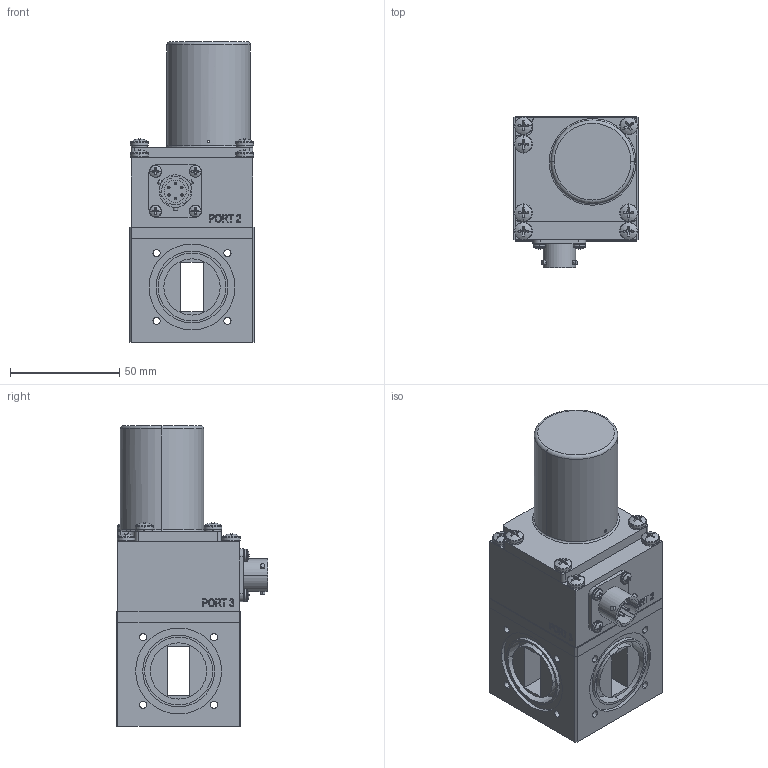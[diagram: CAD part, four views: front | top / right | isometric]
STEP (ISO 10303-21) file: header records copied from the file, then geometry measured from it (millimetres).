
FILE_DESCRIPTION (( 'STEP AP203' ), '1' );
FILE_NAME ('WR90 SEALED SMI.STEP', '2016-08-25T18:04:14', ( '' ), ( '' ), 'SwSTEP 2.0', 'SolidWorks 2016', '' );
FILE_SCHEMA (( 'CONFIG_CONTROL_DESIGN' ));
Length unit declared in the file: inch
Products named in the file (1): WR90 SEALED SMI
Bounding box: 57.15 x 69.44 x 137.92 mm (x, y, z)
Surface area: 53299.7 mm2 (no closed solid volume)
Topology: 0 solids, 28 shells, 599 faces, 1937 edges, 1347 vertices
Faces by surface type: plane 333, cylinder 155, bspline 50, torus 39, sphere 22
Entity records: 25955 total; most frequent: CARTESIAN_POINT 9196, DIRECTION 3447, ORIENTED_EDGE 3094, EDGE_CURVE 1937, VERTEX_POINT 1347, AXIS2_PLACEMENT_3D 1218, VECTOR 1011, LINE 1011
